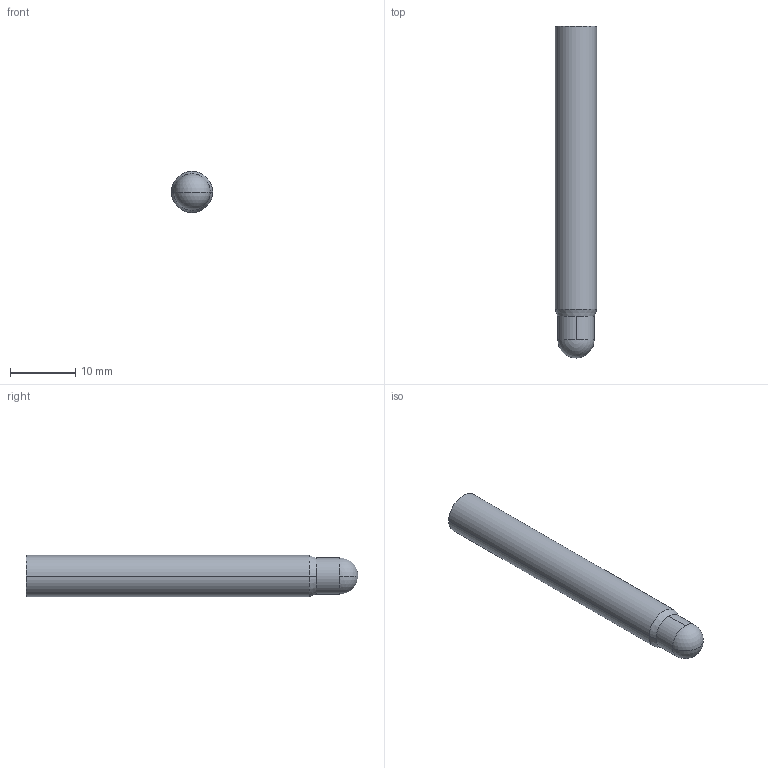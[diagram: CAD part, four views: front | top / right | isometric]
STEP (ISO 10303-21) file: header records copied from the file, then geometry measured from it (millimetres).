
FILE_DESCRIPTION (( 'STEP AP214' ), '1' );
FILE_NAME ('83944.STEP', '2023-06-30T23:22:24', ( '' ), ( '' ), 'SwSTEP 2.0', 'SolidWorks 2023', '' );
FILE_SCHEMA (( 'AUTOMOTIVE_DESIGN' ));
Length unit declared in the file: inch
Products named in the file (1): 83944
Bounding box: 6.35 x 50.8 x 6.35 mm (x, y, z)
Volume: 1535 mm3; surface area: 1077.6 mm2
Topology: 2 solids, 2 shells, 11 faces, 22 edges, 13 vertices
Faces by surface type: cylinder 4, plane 3, sphere 2, cone 2
Entity records: 383 total; most frequent: DIRECTION 58, CARTESIAN_POINT 45, ORIENTED_EDGE 40, AXIS2_PLACEMENT_3D 26, EDGE_CURVE 20, CIRCLE 14, VERTEX_POINT 13, FACE_OUTER_BOUND 11
